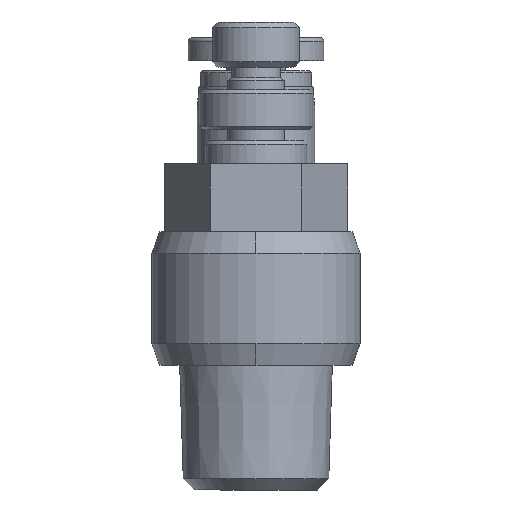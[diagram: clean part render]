
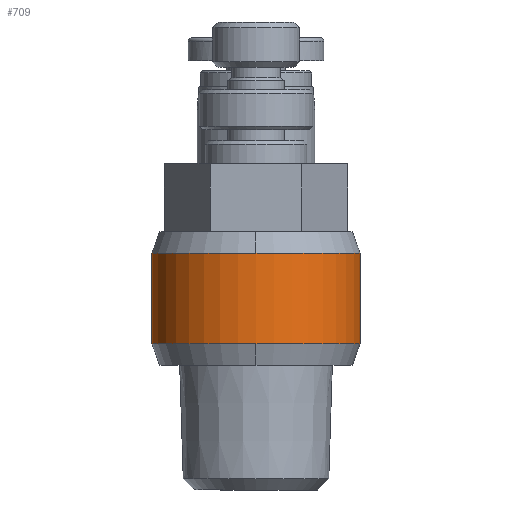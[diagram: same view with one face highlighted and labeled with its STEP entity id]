
A CAD part, left-side view. The second image highlights one B-rep face of the part: STEP entity #709.
In plain terms, the highlighted cylindrical face has radius 9.2 mm (diameter 18.4 mm), a partial arc.
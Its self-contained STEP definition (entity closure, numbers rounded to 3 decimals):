
#597=CARTESIAN_POINT('',(33.839,19.212,29.3));
#598=VERTEX_POINT('',#597);
#607=CARTESIAN_POINT('',(33.839,28.412,20.1));
#608=VERTEX_POINT('',#607);
#609=CARTESIAN_POINT('',(33.839,19.212,20.1));
#610=DIRECTION('',(1.0,0.0,0.0));
#611=DIRECTION('',(0.0,1.0,0.0));
#612=AXIS2_PLACEMENT_3D('',#609,#610,#611);
#613=CIRCLE('',#612,9.2);
#614=EDGE_CURVE('',#608,#598,#613,.T.);
#660=CARTESIAN_POINT('',(43.716,19.212,20.1));
#661=DIRECTION('',(-1.0,0.,0.));
#662=DIRECTION('',(0.0,1.0,0.0));
#663=AXIS2_PLACEMENT_3D('',#660,#661,#662);
#664=CYLINDRICAL_SURFACE('',#663,9.2);
#665=CARTESIAN_POINT('',(41.793,28.412,20.1));
#666=VERTEX_POINT('',#665);
#667=CARTESIAN_POINT('',(33.839,28.412,20.1));
#668=DIRECTION('',(1.0,0.0,0.0));
#669=VECTOR('',#668,7.954);
#670=LINE('',#667,#669);
#671=EDGE_CURVE('',#608,#666,#670,.T.);
#672=ORIENTED_EDGE('',*,*,#671,.F.);
#673=ORIENTED_EDGE('',*,*,#614,.T.);
#674=CARTESIAN_POINT('',(33.839,10.012,20.1));
#675=VERTEX_POINT('',#674);
#676=CARTESIAN_POINT('',(33.839,19.212,20.1));
#677=DIRECTION('',(1.0,0.0,0.0));
#678=DIRECTION('',(0.0,1.0,0.0));
#679=AXIS2_PLACEMENT_3D('',#676,#677,#678);
#680=CIRCLE('',#679,9.2);
#681=EDGE_CURVE('',#598,#675,#680,.T.);
#682=ORIENTED_EDGE('',*,*,#681,.T.);
#683=CARTESIAN_POINT('',(41.793,10.012,20.1));
#684=VERTEX_POINT('',#683);
#685=CARTESIAN_POINT('',(33.839,10.012,20.1));
#686=DIRECTION('',(1.0,0.0,0.0));
#687=VECTOR('',#686,7.954);
#688=LINE('',#685,#687);
#689=EDGE_CURVE('',#675,#684,#688,.T.);
#690=ORIENTED_EDGE('',*,*,#689,.T.);
#691=CARTESIAN_POINT('',(41.793,19.212,29.3));
#692=VERTEX_POINT('',#691);
#693=CARTESIAN_POINT('',(41.793,19.212,20.1));
#694=DIRECTION('',(-1.0,0.0,0.0));
#695=DIRECTION('',(0.0,1.0,0.0));
#696=AXIS2_PLACEMENT_3D('',#693,#694,#695);
#697=CIRCLE('',#696,9.2);
#698=EDGE_CURVE('',#684,#692,#697,.T.);
#699=ORIENTED_EDGE('',*,*,#698,.T.);
#700=CARTESIAN_POINT('',(41.793,19.212,20.1));
#701=DIRECTION('',(-1.0,0.0,0.0));
#702=DIRECTION('',(0.0,1.0,0.0));
#703=AXIS2_PLACEMENT_3D('',#700,#701,#702);
#704=CIRCLE('',#703,9.2);
#705=EDGE_CURVE('',#692,#666,#704,.T.);
#706=ORIENTED_EDGE('',*,*,#705,.T.);
#707=EDGE_LOOP('',(#672,#673,#682,#690,#699,#706));
#708=FACE_OUTER_BOUND('',#707,.T.);
#709=ADVANCED_FACE('',(#708),#664,.T.);
